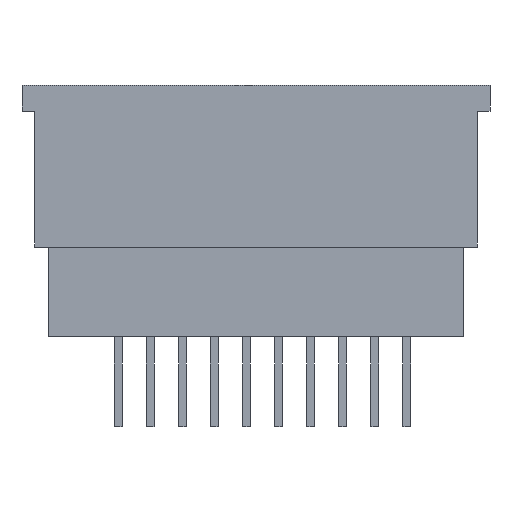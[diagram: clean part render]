
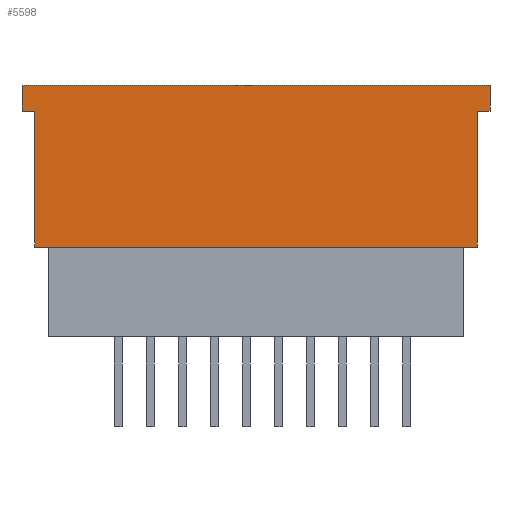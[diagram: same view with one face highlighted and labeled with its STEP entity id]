
A CAD part, front view. The second image highlights one B-rep face of the part: STEP entity #5598.
In plain terms, the highlighted planar face has unit normal (0, -1, 0).
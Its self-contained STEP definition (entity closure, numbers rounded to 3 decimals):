
#177=DIRECTION('',(-1.,0.,0.));
#178=VECTOR('',#177,17.25);
#179=CARTESIAN_POINT('',(8.625,-1.2,0.4));
#180=LINE('',#179,#178);
#953=DIRECTION('',(0.,0.,-1.));
#954=VECTOR('',#953,1.);
#955=CARTESIAN_POINT('',(9.125,-1.2,6.7));
#956=LINE('',#955,#954);
#965=DIRECTION('',(1.,0.,0.));
#966=VECTOR('',#965,0.5);
#967=CARTESIAN_POINT('',(-9.125,-1.2,5.7));
#968=LINE('',#967,#966);
#997=DIRECTION('',(1.,0.,0.));
#998=VECTOR('',#997,0.5);
#999=CARTESIAN_POINT('',(8.625,-1.2,5.7));
#1000=LINE('',#999,#998);
#1001=DIRECTION('',(0.,0.,-1.));
#1002=VECTOR('',#1001,5.3);
#1003=CARTESIAN_POINT('',(-8.625,-1.2,5.7));
#1004=LINE('',#1003,#1002);
#1005=DIRECTION('',(0.,0.,-1.));
#1006=VECTOR('',#1005,5.3);
#1007=CARTESIAN_POINT('',(8.625,-1.2,5.7));
#1008=LINE('',#1007,#1006);
#1009=DIRECTION('',(1.,0.,0.));
#1010=VECTOR('',#1009,18.25);
#1011=CARTESIAN_POINT('',(-9.125,-1.2,6.7));
#1012=LINE('',#1011,#1010);
#1029=DIRECTION('',(0.,0.,-1.));
#1030=VECTOR('',#1029,1.);
#1031=CARTESIAN_POINT('',(-9.125,-1.2,6.7));
#1032=LINE('',#1031,#1030);
#3381=CARTESIAN_POINT('',(-9.125,-1.2,5.7));
#3383=VERTEX_POINT('',#3381);
#3387=CARTESIAN_POINT('',(-9.125,-1.2,6.7));
#3388=VERTEX_POINT('',#3387);
#3393=CARTESIAN_POINT('',(9.125,-1.2,6.7));
#3394=CARTESIAN_POINT('',(9.125,-1.2,5.7));
#3395=VERTEX_POINT('',#3393);
#3396=VERTEX_POINT('',#3394);
#3398=CARTESIAN_POINT('',(8.625,-1.2,0.4));
#3400=VERTEX_POINT('',#3398);
#3401=CARTESIAN_POINT('',(-8.625,-1.2,0.4));
#3402=VERTEX_POINT('',#3401);
#3405=CARTESIAN_POINT('',(-8.625,-1.2,5.7));
#3407=VERTEX_POINT('',#3405);
#3409=CARTESIAN_POINT('',(8.625,-1.2,5.7));
#3410=VERTEX_POINT('',#3409);
#5581=CARTESIAN_POINT('',(-9.125,-1.2,6.7));
#5582=DIRECTION('',(0.,-1.,0.));
#5583=DIRECTION('',(0.,0.,-1.));
#5584=AXIS2_PLACEMENT_3D('',#5581,#5582,#5583);
#5585=PLANE('',#5584);
#5586=ORIENTED_EDGE('',*,*,#5562,.F.);
#5588=ORIENTED_EDGE('',*,*,#5587,.T.);
#5589=ORIENTED_EDGE('',*,*,#4583,.T.);
#5590=ORIENTED_EDGE('',*,*,#5574,.F.);
#5591=ORIENTED_EDGE('',*,*,#5523,.F.);
#5593=ORIENTED_EDGE('',*,*,#5592,.F.);
#5594=ORIENTED_EDGE('',*,*,#5441,.T.);
#5595=ORIENTED_EDGE('',*,*,#5507,.T.);
#5596=EDGE_LOOP('',(#5586,#5588,#5589,#5590,#5591,#5593,#5594,#5595));
#5597=FACE_OUTER_BOUND('',#5596,.F.);
#5598=ADVANCED_FACE('',(#5597),#5585,.T.);
#4583=EDGE_CURVE('',#3400,#3402,#180,.T.);
#5441=EDGE_CURVE('',#3388,#3395,#1012,.T.);
#5507=EDGE_CURVE('',#3395,#3396,#956,.T.);
#5523=EDGE_CURVE('',#3383,#3407,#968,.T.);
#5562=EDGE_CURVE('',#3410,#3396,#1000,.T.);
#5574=EDGE_CURVE('',#3407,#3402,#1004,.T.);
#5587=EDGE_CURVE('',#3410,#3400,#1008,.T.);
#5592=EDGE_CURVE('',#3388,#3383,#1032,.T.);
